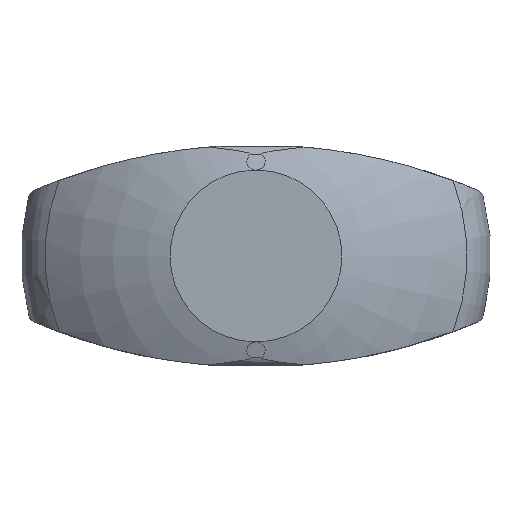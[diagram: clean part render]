
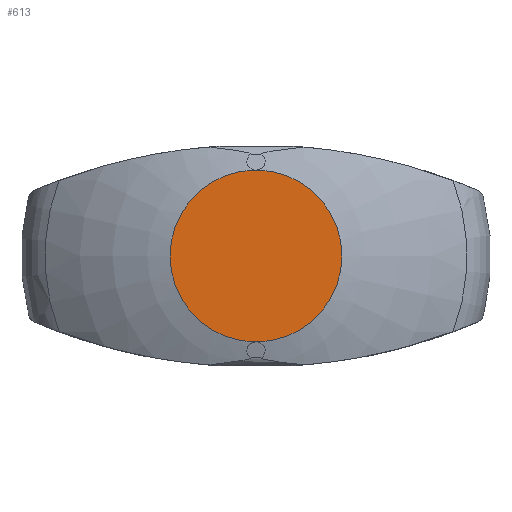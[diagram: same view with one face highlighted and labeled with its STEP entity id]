
A CAD part, top view. The second image highlights one B-rep face of the part: STEP entity #613.
In plain terms, the highlighted planar face has unit normal (0, 0, 1).
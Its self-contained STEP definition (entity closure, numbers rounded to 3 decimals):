
#613=ADVANCED_FACE('',(#1638),#1639,.F.);
#671=VERTEX_POINT('',#1704);
#855=VERTEX_POINT('',#1913);
#911=EDGE_CURVE('',#671,#1329,#1974,.T.);
#915=VERTEX_POINT('',#1978);
#1201=EDGE_CURVE('',#855,#1329,#2287,.T.);
#1329=VERTEX_POINT('',#2426);
#1401=EDGE_CURVE('',#915,#671,#2503,.T.);
#1493=EDGE_CURVE('',#855,#915,#2601,.T.);
#1638=FACE_OUTER_BOUND('',#2929,.T.);
#1639=PLANE('',#2930);
#1704=CARTESIAN_POINT('',(0.043,7.5,34.8));
#1913=CARTESIAN_POINT('',(-0.043,-7.5,34.8));
#1974=CIRCLE('',#4226,7.5);
#1978=CARTESIAN_POINT('',(-0.043,7.5,34.8));
#2287=LINE('',#5209,#5210);
#2426=CARTESIAN_POINT('',(0.043,-7.5,34.8));
#2503=LINE('',#5954,#5955);
#2601=CIRCLE('',#6277,7.5);
#2929=EDGE_LOOP('',(#6428,#6429,#6430,#6431));
#2930=AXIS2_PLACEMENT_3D('',#6432,#6433,#6434);
#4226=AXIS2_PLACEMENT_3D('',#6833,#6834,#6835);
#5209=CARTESIAN_POINT('',(-30.0,-7.5,34.8));
#5210=VECTOR('',#7136,1.0);
#5954=CARTESIAN_POINT('',(-30.0,7.5,34.8));
#5955=VECTOR('',#7360,1.0);
#6277=AXIS2_PLACEMENT_3D('',#7445,#7446,#7447);
#6428=ORIENTED_EDGE('',*,*,#911,.F.);
#6429=ORIENTED_EDGE('',*,*,#1401,.F.);
#6430=ORIENTED_EDGE('',*,*,#1493,.F.);
#6431=ORIENTED_EDGE('',*,*,#1201,.T.);
#6432=CARTESIAN_POINT('',(-30.0,7.5,34.8));
#6433=DIRECTION('',(0.,0.,-1.0));
#6434=DIRECTION('',(0.,1.0,0.0));
#6833=CARTESIAN_POINT('',(0.,0.,34.8));
#6834=DIRECTION('',(0.,0.,-1.0));
#6835=DIRECTION('',(-1.0,0.,0.));
#7136=DIRECTION('',(1.0,0.,0.));
#7360=DIRECTION('',(1.0,0.,0.));
#7445=CARTESIAN_POINT('',(0.,0.,34.8));
#7446=DIRECTION('',(0.,0.,-1.0));
#7447=DIRECTION('',(-1.0,0.,0.));
